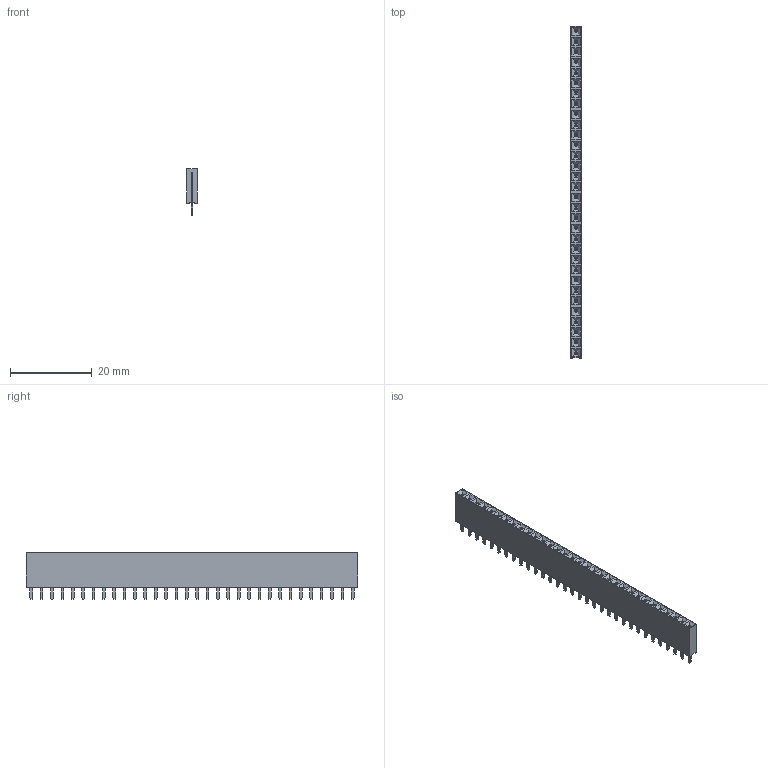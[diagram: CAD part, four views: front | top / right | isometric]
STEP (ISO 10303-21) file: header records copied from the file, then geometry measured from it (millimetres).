
FILE_DESCRIPTION(('FreeCAD Model'),'2;1');
FILE_NAME('Open CASCADE Shape Model','2023-05-12T03:19:31',( 'kicad StepUp'),('ksu MCAD'),'Open CASCADE STEP processor 7.6', 'FreeCAD','Unknown');
FILE_SCHEMA(('AUTOMOTIVE_DESIGN { 1 0 10303 214 1 1 1 1 }'));
Length unit declared in the file: millimetre
Products named in the file (34): Female_Header_1x32_P2.54_H8.5_straight; Pin_One031; Epoxy_Body031; Body540; Body541; Body542; Body543; Body544; Body545; Body546; Body547; Body548; Body537; Body549; Body550; Body551; Body552; Body553; Body554; Body555; Body556; Body557; Body558; Body559; Body560; Body561; Body562; Body563; Body564; Body565; Body566; Body567; Body568; Body569
Assembly tree (33 placements, depth 2):
  Female_Header_1x32_P2.54_H8.5_straight
    Pin_One031
    Epoxy_Body031
    Body540
    Body541
    Body542
    Body543
    Body544
    Body545
    Body546
    Body547
    Body548
    Body537
    Body549
    Body550
    Body551
    Body552
    Body553
    Body554
    Body555
    Body556
    Body557
    Body558
    Body559
    Body560
    Body561
    Body562
    Body563
    Body564
    Body565
    Body566
    Body567
    Body568
    Body569
Bounding box: 2.5 x 81.28 x 11.5 mm (x, y, z)
Volume: 1494.8 mm3; surface area: 4330 mm2
Topology: 33 solids, 33 shells, 1292 faces, 3614 edges, 2388 vertices
Faces by surface type: plane 938, cylinder 226, bspline 128
Entity records: 41935 total; most frequent: CARTESIAN_POINT 7840, ORIENTED_EDGE 7228, DIRECTION 6398, EDGE_CURVE 3614, LINE 2970, VECTOR 2970, VERTEX_POINT 2388, AXIS2_PLACEMENT_3D 1714
